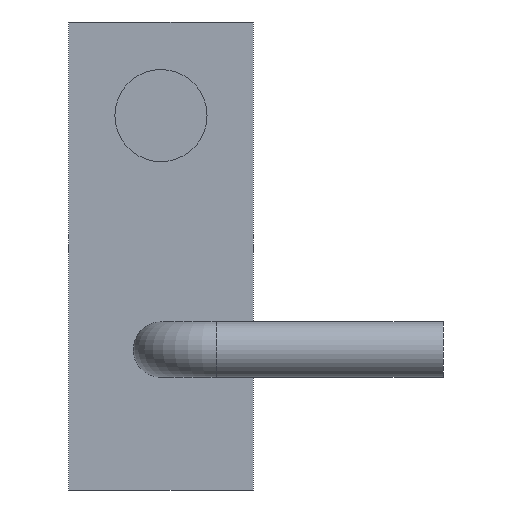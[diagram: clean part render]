
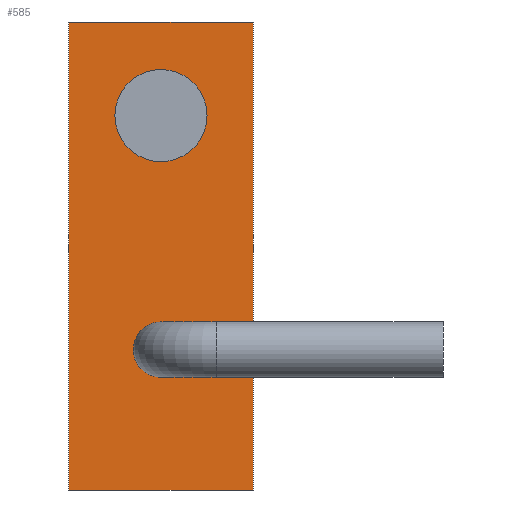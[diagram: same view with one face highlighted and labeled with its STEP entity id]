
A CAD part, front view. The second image highlights one B-rep face of the part: STEP entity #585.
In plain terms, the highlighted planar face has unit normal (0, -1, 0).
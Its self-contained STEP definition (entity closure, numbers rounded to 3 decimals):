
#585 = ADVANCED_FACE('',(#586),#620,.F.);
#586 = FACE_BOUND('',#587,.F.);
#587 = EDGE_LOOP('',(#588,#598,#606,#614));
#588 = ORIENTED_EDGE('',*,*,#589,.F.);
#589 = EDGE_CURVE('',#590,#592,#594,.T.);
#590 = VERTEX_POINT('',#591);
#591 = CARTESIAN_POINT('',(-0.56,0.305,-0.083));
#592 = VERTEX_POINT('',#593);
#593 = CARTESIAN_POINT('',(-0.56,0.305,0.083));
#594 = LINE('',#595,#596);
#595 = CARTESIAN_POINT('',(-0.56,0.305,-0.083));
#596 = VECTOR('',#597,1.);
#597 = DIRECTION('',(0.,0.,1.));
#598 = ORIENTED_EDGE('',*,*,#599,.T.);
#599 = EDGE_CURVE('',#590,#600,#602,.T.);
#600 = VERTEX_POINT('',#601);
#601 = CARTESIAN_POINT('',(-0.625,0.305,-0.083));
#602 = LINE('',#603,#604);
#603 = CARTESIAN_POINT('',(-0.56,0.305,-0.083));
#604 = VECTOR('',#605,1.);
#605 = DIRECTION('',(-1.,0.,0.));
#606 = ORIENTED_EDGE('',*,*,#607,.T.);
#607 = EDGE_CURVE('',#600,#608,#610,.T.);
#608 = VERTEX_POINT('',#609);
#609 = CARTESIAN_POINT('',(-0.625,0.305,0.083));
#610 = LINE('',#611,#612);
#611 = CARTESIAN_POINT('',(-0.625,0.305,-0.083));
#612 = VECTOR('',#613,1.);
#613 = DIRECTION('',(0.,0.,1.));
#614 = ORIENTED_EDGE('',*,*,#615,.F.);
#615 = EDGE_CURVE('',#592,#608,#616,.T.);
#616 = LINE('',#617,#618);
#617 = CARTESIAN_POINT('',(-0.56,0.305,0.083));
#618 = VECTOR('',#619,1.);
#619 = DIRECTION('',(-1.,0.,0.));
#620 = PLANE('',#621);
#621 = AXIS2_PLACEMENT_3D('',#622,#623,#624);
#622 = CARTESIAN_POINT('',(-0.56,0.305,-0.083));
#623 = DIRECTION('',(0.,1.,0.));
#624 = DIRECTION('',(0.,0.,1.));
